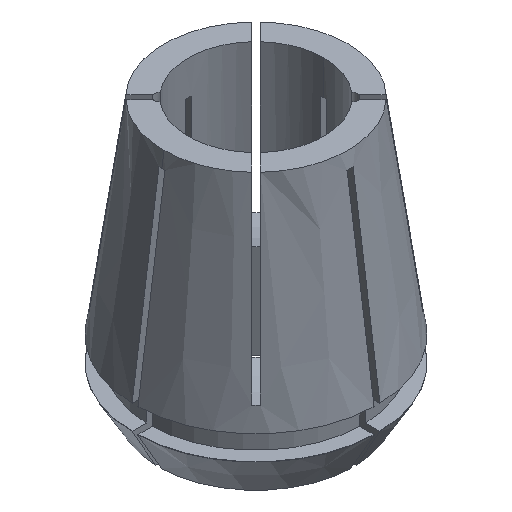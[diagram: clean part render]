
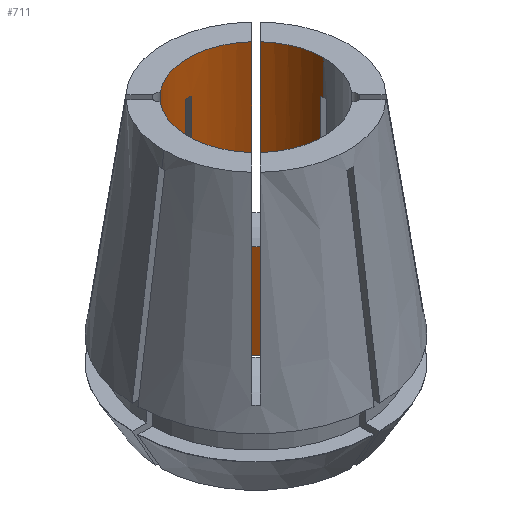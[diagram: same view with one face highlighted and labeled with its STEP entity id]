
A CAD part, isometric view. The second image highlights one B-rep face of the part: STEP entity #711.
In plain terms, the highlighted cylindrical face has radius 11.5 mm (diameter 23 mm), a partial arc.
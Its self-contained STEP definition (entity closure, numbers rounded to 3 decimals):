
#8 = VERTEX_POINT ( 'NONE', #1577 ) ;
#48 = CARTESIAN_POINT ( 'NONE',  ( 7.894, 8.365, -30.042 ) ) ;
#56 = VERTEX_POINT ( 'NONE', #2069 ) ;
#57 = EDGE_CURVE ( 'NONE', #1987, #1731, #1033, .T. ) ;
#79 = CARTESIAN_POINT ( 'NONE',  ( 8.478, 7.77, -30.04 ) ) ;
#93 = CARTESIAN_POINT ( 'NONE',  ( 11.5, 0.083, -5.82 ) ) ;
#101 = VECTOR ( 'NONE', #1564, 1000. ) ;
#107 = EDGE_CURVE ( 'NONE', #1360, #1000, #1303, .T. ) ;
#132 = LINE ( 'NONE', #848, #101 ) ;
#145 = VERTEX_POINT ( 'NONE', #748 ) ;
#203 = CIRCLE ( 'NONE', #1507, 11.5 ) ;
#281 = EDGE_CURVE ( 'NONE', #2081, #2110, #2211, .T. ) ;
#285 = CARTESIAN_POINT ( 'NONE',  ( 8.478, 7.77, 0. ) ) ;
#289 = CARTESIAN_POINT ( 'NONE',  ( 7.77, 8.478, 0. ) ) ;
#297 = EDGE_CURVE ( 'NONE', #2110, #1731, #2205, .T. ) ;
#310 = CARTESIAN_POINT ( 'NONE',  ( -0.5, 11.489, 0. ) ) ;
#311 = AXIS2_PLACEMENT_3D ( 'NONE', #1304, #1813, #767 ) ;
#318 = DIRECTION ( 'NONE',  ( 0., 0., 1. ) ) ;
#322 = CIRCLE ( 'NONE', #1531, 11.5 ) ;
#333 = VERTEX_POINT ( 'NONE', #1305 ) ;
#337 = CARTESIAN_POINT ( 'NONE',  ( 0., 0., 0. ) ) ;
#400 = EDGE_CURVE ( 'NONE', #1771, #56, #1913, .T. ) ;
#439 = ORIENTED_EDGE ( 'NONE', *, *, #1539, .F. ) ;
#453 = DIRECTION ( 'NONE',  ( 0., 0., 1. ) ) ;
#459 = CARTESIAN_POINT ( 'NONE',  ( 11.489, 0.5, 0. ) ) ;
#463 = DIRECTION ( 'NONE',  ( 0., 0., 1. ) ) ;
#466 = ORIENTED_EDGE ( 'NONE', *, *, #2007, .T. ) ;
#470 = VECTOR ( 'NONE', #906, 1000. ) ;
#480 = ORIENTED_EDGE ( 'NONE', *, *, #400, .T. ) ;
#487 = EDGE_CURVE ( 'NONE', #1803, #1987, #1776, .T. ) ;
#490 = B_SPLINE_CURVE_WITH_KNOTS ( 'NONE', 3,
 ( #1166, #93, #786, #1806, #614 ),
 .UNSPECIFIED., .F., .F.,
 ( 4, 1, 4 ),
 ( 0.075, 0.076, 0.076 ),
 .UNSPECIFIED. ) ;
#495 = VECTOR ( 'NONE', #2103, 1000. ) ;
#500 = DIRECTION ( 'NONE',  ( 0., 0., 1. ) ) ;
#520 = LINE ( 'NONE', #1484, #495 ) ;
#528 = CARTESIAN_POINT ( 'NONE',  ( -0.167, 11.504, -5.817 ) ) ;
#535 = CARTESIAN_POINT ( 'NONE',  ( 8.135, 8.134, -30.045 ) ) ;
#544 = LINE ( 'NONE', #459, #470 ) ;
#551 = EDGE_LOOP ( 'NONE', ( #1224, #1332, #861, #896, #1995, #1061, #1459, #480, #1271, #466, #1848, #1115, #1764, #439 ) ) ;
#574 = EDGE_CURVE ( 'NONE', #2074, #333, #203, .T. ) ;
#578 = DIRECTION ( 'NONE',  ( 0., 0., -1. ) ) ;
#593 = CARTESIAN_POINT ( 'NONE',  ( 8.365, 7.893, -30.042 ) ) ;
#614 = CARTESIAN_POINT ( 'NONE',  ( 11.489, 0.5, -5.83 ) ) ;
#630 = VECTOR ( 'NONE', #1822, 1000. ) ;
#671 = DIRECTION ( 'NONE',  ( 1., 0., 0. ) ) ;
#684 = CARTESIAN_POINT ( 'NONE',  ( 0., 0., 0. ) ) ;
#711 = ADVANCED_FACE ( 'NONE', ( #772 ), #1010, .F. ) ;
#717 = CARTESIAN_POINT ( 'NONE',  ( 7.77, 8.478, -30.04 ) ) ;
#748 = CARTESIAN_POINT ( 'NONE',  ( 11.5, 0., -5.82 ) ) ;
#767 = DIRECTION ( 'NONE',  ( 1., 0., 0. ) ) ;
#772 = FACE_OUTER_BOUND ( 'NONE', #551, .T. ) ;
#778 = LINE ( 'NONE', #310, #630 ) ;
#786 = CARTESIAN_POINT ( 'NONE',  ( 11.498, 0.25, -5.822 ) ) ;
#805 = CARTESIAN_POINT ( 'NONE',  ( 7.77, 8.478, -30.04 ) ) ;
#824 = CARTESIAN_POINT ( 'NONE',  ( 0., 0., -46. ) ) ;
#848 = CARTESIAN_POINT ( 'NONE',  ( 11.5, 0., 0. ) ) ;
#861 = ORIENTED_EDGE ( 'NONE', *, *, #281, .T. ) ;
#896 = ORIENTED_EDGE ( 'NONE', *, *, #297, .T. ) ;
#906 = DIRECTION ( 'NONE',  ( 0., 0., -1. ) ) ;
#969 = EDGE_CURVE ( 'NONE', #145, #2081, #132, .T. ) ;
#974 = DIRECTION ( 'NONE',  ( 0., 0., -1. ) ) ;
#975 = DIRECTION ( 'NONE',  ( 1., 0., 0. ) ) ;
#1000 = VERTEX_POINT ( 'NONE', #2001 ) ;
#1010 = CYLINDRICAL_SURFACE ( 'NONE', #1392, 11.5 ) ;
#1033 = B_SPLINE_CURVE_WITH_KNOTS ( 'NONE', 3,
 ( #717, #48, #535, #593, #79 ),
 .UNSPECIFIED., .F., .F.,
 ( 4, 1, 4 ),
 ( 0.114, 0.114, 0.115 ),
 .UNSPECIFIED. ) ;
#1061 = ORIENTED_EDGE ( 'NONE', *, *, #487, .F. ) ;
#1062 = CIRCLE ( 'NONE', #311, 11.5 ) ;
#1115 = ORIENTED_EDGE ( 'NONE', *, *, #1644, .F. ) ;
#1142 = CARTESIAN_POINT ( 'NONE',  ( 8.478, 7.77, 0. ) ) ;
#1143 = CARTESIAN_POINT ( 'NONE',  ( 0.5, 11.489, -5.83 ) ) ;
#1153 = DIRECTION ( 'NONE',  ( 1., 0., 0. ) ) ;
#1166 = CARTESIAN_POINT ( 'NONE',  ( 11.5, 0., -5.82 ) ) ;
#1224 = ORIENTED_EDGE ( 'NONE', *, *, #2067, .F. ) ;
#1240 = CARTESIAN_POINT ( 'NONE',  ( 0.5, 11.489, -5.83 ) ) ;
#1271 = ORIENTED_EDGE ( 'NONE', *, *, #1589, .F. ) ;
#1303 = B_SPLINE_CURVE_WITH_KNOTS ( 'NONE', 3,
 ( #1240, #1726, #528, #1634 ),
 .UNSPECIFIED., .F., .F.,
 ( 4, 4 ),
 ( 0., 0.001 ),
 .UNSPECIFIED. ) ;
#1304 = CARTESIAN_POINT ( 'NONE',  ( 0., 0., -46. ) ) ;
#1305 = CARTESIAN_POINT ( 'NONE',  ( 0.5, 11.489, -46. ) ) ;
#1325 = CARTESIAN_POINT ( 'NONE',  ( 0., 0., 0. ) ) ;
#1332 = ORIENTED_EDGE ( 'NONE', *, *, #969, .T. ) ;
#1360 = VERTEX_POINT ( 'NONE', #1143 ) ;
#1392 = AXIS2_PLACEMENT_3D ( 'NONE', #684, #500, #1676 ) ;
#1428 = AXIS2_PLACEMENT_3D ( 'NONE', #1325, #453, #1153 ) ;
#1453 = CARTESIAN_POINT ( 'NONE',  ( -7.395, 8.807, 0. ) ) ;
#1459 = ORIENTED_EDGE ( 'NONE', *, *, #1974, .T. ) ;
#1484 = CARTESIAN_POINT ( 'NONE',  ( 0.5, 11.489, 0. ) ) ;
#1507 = AXIS2_PLACEMENT_3D ( 'NONE', #824, #463, #975 ) ;
#1508 = CARTESIAN_POINT ( 'NONE',  ( 11.5, 0., 0. ) ) ;
#1531 = AXIS2_PLACEMENT_3D ( 'NONE', #337, #318, #671 ) ;
#1539 = EDGE_CURVE ( 'NONE', #8, #2074, #544, .T. ) ;
#1564 = DIRECTION ( 'NONE',  ( 0., 0., 1. ) ) ;
#1577 = CARTESIAN_POINT ( 'NONE',  ( 11.489, 0.5, -5.83 ) ) ;
#1589 = EDGE_CURVE ( 'NONE', #1594, #56, #1062, .T. ) ;
#1594 = VERTEX_POINT ( 'NONE', #2144 ) ;
#1634 = CARTESIAN_POINT ( 'NONE',  ( -0.5, 11.489, -5.83 ) ) ;
#1644 = EDGE_CURVE ( 'NONE', #333, #1360, #520, .T. ) ;
#1672 = VECTOR ( 'NONE', #578, 1000. ) ;
#1676 = DIRECTION ( 'NONE',  ( 1., 0., 0. ) ) ;
#1721 = VECTOR ( 'NONE', #974, 1000. ) ;
#1726 = CARTESIAN_POINT ( 'NONE',  ( 0.167, 11.504, -5.817 ) ) ;
#1731 = VERTEX_POINT ( 'NONE', #1967 ) ;
#1764 = ORIENTED_EDGE ( 'NONE', *, *, #574, .F. ) ;
#1771 = VERTEX_POINT ( 'NONE', #1453 ) ;
#1776 = LINE ( 'NONE', #289, #1672 ) ;
#1803 = VERTEX_POINT ( 'NONE', #2130 ) ;
#1806 = CARTESIAN_POINT ( 'NONE',  ( 11.493, 0.417, -5.827 ) ) ;
#1813 = DIRECTION ( 'NONE',  ( 0., 0., 1. ) ) ;
#1822 = DIRECTION ( 'NONE',  ( 0., 0., 1. ) ) ;
#1848 = ORIENTED_EDGE ( 'NONE', *, *, #107, .F. ) ;
#1859 = VECTOR ( 'NONE', #1991, 1000. ) ;
#1913 = LINE ( 'NONE', #1960, #1859 ) ;
#1960 = CARTESIAN_POINT ( 'NONE',  ( -7.395, 8.807, -23. ) ) ;
#1967 = CARTESIAN_POINT ( 'NONE',  ( 8.478, 7.77, -30.04 ) ) ;
#1974 = EDGE_CURVE ( 'NONE', #1803, #1771, #322, .T. ) ;
#1985 = CARTESIAN_POINT ( 'NONE',  ( 11.489, 0.5, -46. ) ) ;
#1987 = VERTEX_POINT ( 'NONE', #805 ) ;
#1991 = DIRECTION ( 'NONE',  ( 0., 0., -1. ) ) ;
#1995 = ORIENTED_EDGE ( 'NONE', *, *, #57, .F. ) ;
#2001 = CARTESIAN_POINT ( 'NONE',  ( -0.5, 11.489, -5.83 ) ) ;
#2007 = EDGE_CURVE ( 'NONE', #1594, #1000, #778, .T. ) ;
#2067 = EDGE_CURVE ( 'NONE', #145, #8, #490, .T. ) ;
#2069 = CARTESIAN_POINT ( 'NONE',  ( -7.395, 8.807, -46. ) ) ;
#2074 = VERTEX_POINT ( 'NONE', #1985 ) ;
#2081 = VERTEX_POINT ( 'NONE', #1508 ) ;
#2103 = DIRECTION ( 'NONE',  ( 0., 0., 1. ) ) ;
#2110 = VERTEX_POINT ( 'NONE', #1142 ) ;
#2130 = CARTESIAN_POINT ( 'NONE',  ( 7.77, 8.478, 0. ) ) ;
#2144 = CARTESIAN_POINT ( 'NONE',  ( -0.5, 11.489, -46. ) ) ;
#2205 = LINE ( 'NONE', #285, #1721 ) ;
#2211 = CIRCLE ( 'NONE', #1428, 11.5 ) ;
